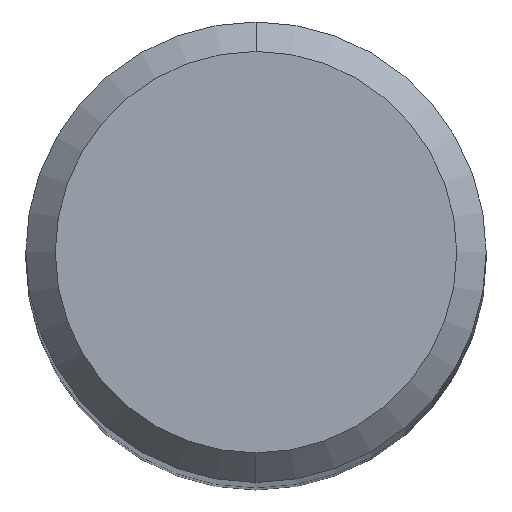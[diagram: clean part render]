
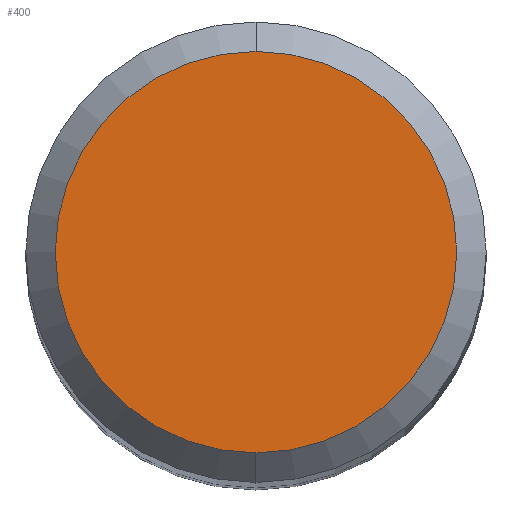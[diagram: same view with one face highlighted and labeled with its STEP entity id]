
A CAD part, top view. The second image highlights one B-rep face of the part: STEP entity #400.
In plain terms, the highlighted planar face has unit normal (0, 0, 1).
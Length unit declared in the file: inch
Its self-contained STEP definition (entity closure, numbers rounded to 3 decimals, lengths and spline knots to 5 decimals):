
#18 = PLANE ( 'NONE',  #230 ) ;
#70 = CIRCLE ( 'NONE', #176, 0.13625 ) ;
#73 = CARTESIAN_POINT ( 'NONE',  ( 0., 0., 0. ) ) ;
#99 = DIRECTION ( 'NONE',  ( 0., 0., 1. ) ) ;
#100 = ORIENTED_EDGE ( 'NONE', *, *, #195, .T. ) ;
#131 = EDGE_LOOP ( 'NONE', ( #381, #100 ) ) ;
#157 = CARTESIAN_POINT ( 'NONE',  ( 0., 0.13625, 0. ) ) ;
#165 = VERTEX_POINT ( 'NONE', #282 ) ;
#176 = AXIS2_PLACEMENT_3D ( 'NONE', #384, #254, #364 ) ;
#177 = CARTESIAN_POINT ( 'NONE',  ( 0., 0.13625, 0. ) ) ;
#189 = DIRECTION ( 'NONE',  ( 0., 0., -1. ) ) ;
#195 = EDGE_CURVE ( 'NONE', #165, #345, #302, .T. ) ;
#208 = FACE_OUTER_BOUND ( 'NONE', #131, .T. ) ;
#230 = AXIS2_PLACEMENT_3D ( 'NONE', #157, #189, #319 ) ;
#254 = DIRECTION ( 'NONE',  ( 0., 0., 1. ) ) ;
#282 = CARTESIAN_POINT ( 'NONE',  ( 0., -0.13625, 0. ) ) ;
#301 = DIRECTION ( 'NONE',  ( 0., -1., 0. ) ) ;
#302 = CIRCLE ( 'NONE', #309, 0.13625 ) ;
#309 = AXIS2_PLACEMENT_3D ( 'NONE', #73, #99, #301 ) ;
#319 = DIRECTION ( 'NONE',  ( 0., 1., 0. ) ) ;
#321 = EDGE_CURVE ( 'NONE', #345, #165, #70, .T. ) ;
#345 = VERTEX_POINT ( 'NONE', #177 ) ;
#364 = DIRECTION ( 'NONE',  ( 0., -1., 0. ) ) ;
#381 = ORIENTED_EDGE ( 'NONE', *, *, #321, .T. ) ;
#384 = CARTESIAN_POINT ( 'NONE',  ( 0., 0., 0. ) ) ;
#400 = ADVANCED_FACE ( 'NONE', ( #208 ), #18, .F. ) ;
